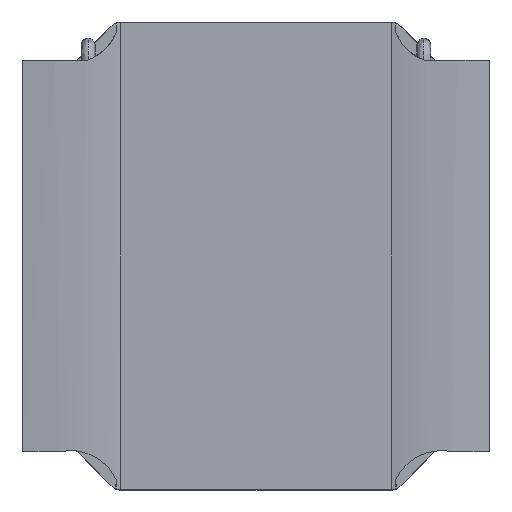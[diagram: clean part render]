
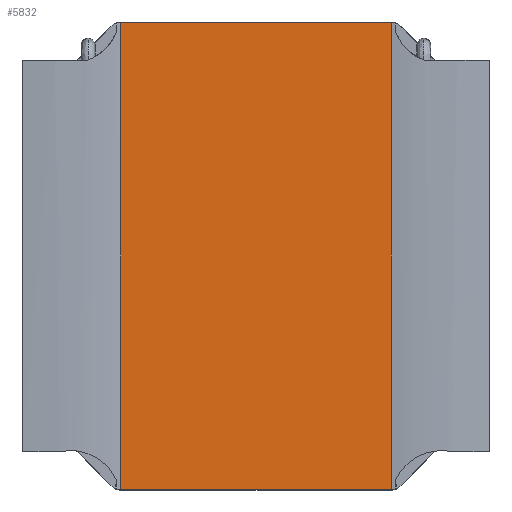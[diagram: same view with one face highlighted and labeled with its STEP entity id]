
A CAD part, front view. The second image highlights one B-rep face of the part: STEP entity #5832.
In plain terms, the highlighted face is planar.
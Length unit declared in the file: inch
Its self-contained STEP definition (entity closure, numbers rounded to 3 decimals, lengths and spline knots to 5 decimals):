
#168 = CARTESIAN_POINT ( 'NONE',  ( -0.18898, 0.13386, -0.19685 ) ) ;
#384 = VERTEX_POINT ( 'NONE', #3829 ) ;
#538 = LINE ( 'NONE', #1091, #7313 ) ;
#690 = VERTEX_POINT ( 'NONE', #4702 ) ;
#1091 = CARTESIAN_POINT ( 'NONE',  ( -0.14764, 0.13386, 0. ) ) ;
#1137 = CARTESIAN_POINT ( 'NONE',  ( -0.14764, 0.13386, 0. ) ) ;
#1360 = VECTOR ( 'NONE', #7110, 39.37008 ) ;
#2781 = CARTESIAN_POINT ( 'NONE',  ( -0.03346, 0.13386, 0. ) ) ;
#3235 = LINE ( 'NONE', #4390, #5748 ) ;
#3251 = ORIENTED_EDGE ( 'NONE', *, *, #5728, .T. ) ;
#3829 = CARTESIAN_POINT ( 'NONE',  ( -0.03346, 0.13386, -0.19685 ) ) ;
#4102 = VERTEX_POINT ( 'NONE', #1137 ) ;
#4390 = CARTESIAN_POINT ( 'NONE',  ( -0.18898, 0.13386, 0. ) ) ;
#4702 = CARTESIAN_POINT ( 'NONE',  ( -0.14764, 0.13386, -0.19685 ) ) ;
#5306 = ORIENTED_EDGE ( 'NONE', *, *, #5838, .T. ) ;
#5320 = DIRECTION ( 'NONE',  ( -1., 0., 0. ) ) ;
#5440 = ORIENTED_EDGE ( 'NONE', *, *, #6247, .T. ) ;
#5548 = AXIS2_PLACEMENT_3D ( 'NONE', #5560, #7462, #6799 ) ;
#5560 = CARTESIAN_POINT ( 'NONE',  ( 0.00787, 0.13386, 0. ) ) ;
#5611 = DIRECTION ( 'NONE',  ( 0., 0., 1. ) ) ;
#5728 = EDGE_CURVE ( 'NONE', #384, #690, #5870, .T. ) ;
#5748 = VECTOR ( 'NONE', #7617, 39.37008 ) ;
#5832 = ADVANCED_FACE ( 'NONE', ( #6755 ), #6164, .T. ) ;
#5838 = EDGE_CURVE ( 'NONE', #690, #4102, #538, .T. ) ;
#5846 = VECTOR ( 'NONE', #5320, 39.37008 ) ;
#5870 = LINE ( 'NONE', #168, #5846 ) ;
#5923 = EDGE_LOOP ( 'NONE', ( #5306, #6797, #5440, #3251 ) ) ;
#6159 = VERTEX_POINT ( 'NONE', #7543 ) ;
#6164 = PLANE ( 'NONE',  #5548 ) ;
#6247 = EDGE_CURVE ( 'NONE', #6159, #384, #6615, .T. ) ;
#6359 = EDGE_CURVE ( 'NONE', #4102, #6159, #3235, .T. ) ;
#6615 = LINE ( 'NONE', #2781, #1360 ) ;
#6755 = FACE_OUTER_BOUND ( 'NONE', #5923, .T. ) ;
#6797 = ORIENTED_EDGE ( 'NONE', *, *, #6359, .T. ) ;
#6799 = DIRECTION ( 'NONE',  ( 0., 0., 1. ) ) ;
#7110 = DIRECTION ( 'NONE',  ( 0., 0., -1. ) ) ;
#7313 = VECTOR ( 'NONE', #5611, 39.37008 ) ;
#7462 = DIRECTION ( 'NONE',  ( 0., 1., 0. ) ) ;
#7543 = CARTESIAN_POINT ( 'NONE',  ( -0.03346, 0.13386, 0. ) ) ;
#7617 = DIRECTION ( 'NONE',  ( 1., 0., 0. ) ) ;
